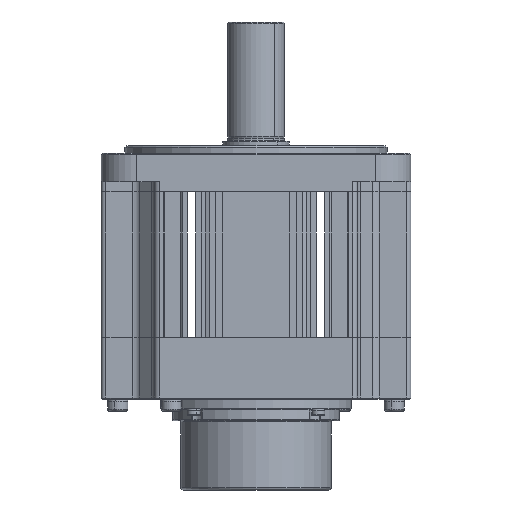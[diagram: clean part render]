
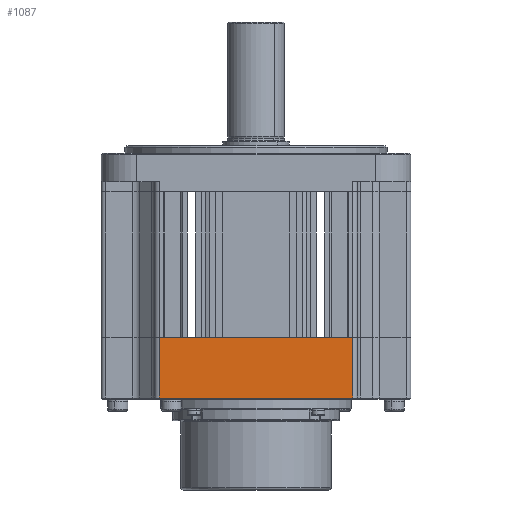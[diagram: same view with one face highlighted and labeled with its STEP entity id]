
A CAD part, front view. The second image highlights one B-rep face of the part: STEP entity #1087.
In plain terms, the highlighted planar face has unit normal (0, -1, 0).
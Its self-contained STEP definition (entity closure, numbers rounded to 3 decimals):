
#256 = EDGE_LOOP ( 'NONE', ( #3536, #33031, #14695, #1402 ) ) ;
#796 = VECTOR ( 'NONE', #3563, 1000. ) ;
#1087 = ADVANCED_FACE ( 'NONE', ( #16347 ), #6773, .F. ) ;
#1402 = ORIENTED_EDGE ( 'NONE', *, *, #2683, .F. ) ;
#2352 = CARTESIAN_POINT ( 'NONE',  ( -41.258, -67.465, 63.8 ) ) ;
#2683 = EDGE_CURVE ( 'NONE', #12020, #27163, #36657, .T. ) ;
#2897 = CARTESIAN_POINT ( 'NONE',  ( 39.742, -67.465, 38.3 ) ) ;
#3536 = ORIENTED_EDGE ( 'NONE', *, *, #4102, .F. ) ;
#3563 = DIRECTION ( 'NONE',  ( 1., 0., 0. ) ) ;
#4000 = DIRECTION ( 'NONE',  ( 0., 1., 0. ) ) ;
#4009 = DIRECTION ( 'NONE',  ( 0., 0., -1. ) ) ;
#4102 = EDGE_CURVE ( 'NONE', #29975, #12020, #30354, .T. ) ;
#6170 = EDGE_CURVE ( 'NONE', #27163, #28823, #8838, .T. ) ;
#6423 = VECTOR ( 'NONE', #4009, 1000. ) ;
#6773 = PLANE ( 'NONE',  #32184 ) ;
#8838 = LINE ( 'NONE', #36916, #796 ) ;
#12020 = VERTEX_POINT ( 'NONE', #25325 ) ;
#12402 = VECTOR ( 'NONE', #31991, 1000. ) ;
#12489 = CARTESIAN_POINT ( 'NONE',  ( 39.742, -67.465, 66.3 ) ) ;
#13080 = EDGE_CURVE ( 'NONE', #28823, #29975, #22594, .T. ) ;
#14695 = ORIENTED_EDGE ( 'NONE', *, *, #6170, .F. ) ;
#16347 = FACE_OUTER_BOUND ( 'NONE', #256, .T. ) ;
#19295 = DIRECTION ( 'NONE',  ( -1., 0., 0. ) ) ;
#19929 = CARTESIAN_POINT ( 'NONE',  ( -41.258, -67.465, 66.3 ) ) ;
#22281 = VECTOR ( 'NONE', #28932, 1000. ) ;
#22594 = LINE ( 'NONE', #12489, #6423 ) ;
#24614 = CARTESIAN_POINT ( 'NONE',  ( 39.742, -67.465, 63.8 ) ) ;
#25325 = CARTESIAN_POINT ( 'NONE',  ( -41.258, -67.465, 38.3 ) ) ;
#27163 = VERTEX_POINT ( 'NONE', #2352 ) ;
#28030 = CARTESIAN_POINT ( 'NONE',  ( -43.258, -67.465, 66.3 ) ) ;
#28823 = VERTEX_POINT ( 'NONE', #24614 ) ;
#28932 = DIRECTION ( 'NONE',  ( -1., 0., 0. ) ) ;
#29975 = VERTEX_POINT ( 'NONE', #2897 ) ;
#30354 = LINE ( 'NONE', #37987, #22281 ) ;
#31991 = DIRECTION ( 'NONE',  ( 0., 0., 1. ) ) ;
#32184 = AXIS2_PLACEMENT_3D ( 'NONE', #28030, #4000, #19295 ) ;
#33031 = ORIENTED_EDGE ( 'NONE', *, *, #13080, .F. ) ;
#36657 = LINE ( 'NONE', #19929, #12402 ) ;
#36916 = CARTESIAN_POINT ( 'NONE',  ( -43.258, -67.465, 63.8 ) ) ;
#37987 = CARTESIAN_POINT ( 'NONE',  ( -43.258, -67.465, 38.3 ) ) ;
